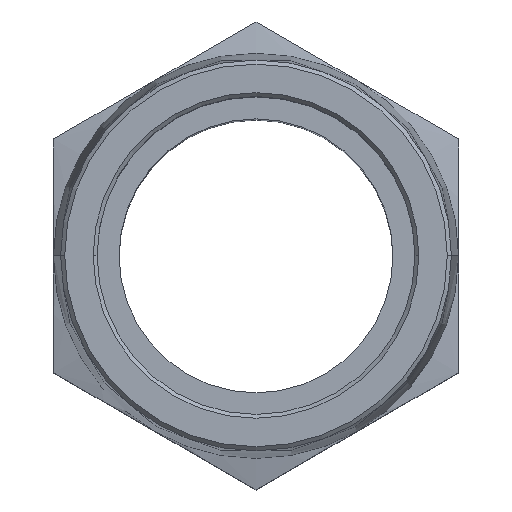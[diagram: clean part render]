
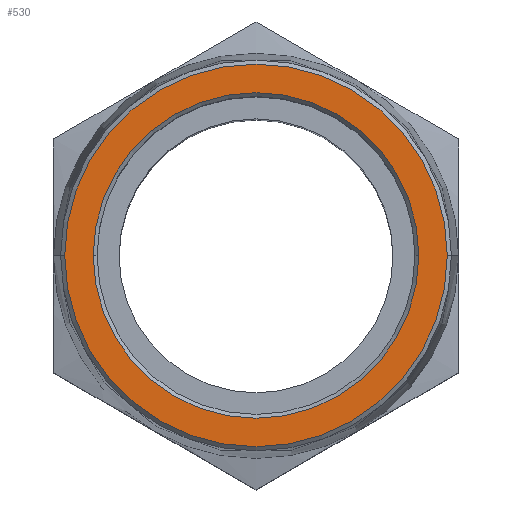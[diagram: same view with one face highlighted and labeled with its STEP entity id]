
A CAD part, top view. The second image highlights one B-rep face of the part: STEP entity #530.
In plain terms, the highlighted planar face has unit normal (0, 0, 1).
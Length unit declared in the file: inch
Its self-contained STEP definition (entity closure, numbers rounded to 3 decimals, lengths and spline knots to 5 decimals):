
#84 = FACE_OUTER_BOUND ( 'NONE', #1344, .T. ) ;
#89 = DIRECTION ( 'NONE',  ( 0., 0., -1. ) ) ;
#117 = DIRECTION ( 'NONE',  ( 1., 0., 0. ) ) ;
#133 = FACE_BOUND ( 'NONE', #696, .T. ) ;
#197 = ORIENTED_EDGE ( 'NONE', *, *, #1375, .T. ) ;
#198 = CIRCLE ( 'NONE', #308, 0.49587 ) ;
#210 = CARTESIAN_POINT ( 'NONE',  ( 0., 0., 2.36 ) ) ;
#308 = AXIS2_PLACEMENT_3D ( 'NONE', #1335, #464, #1314 ) ;
#320 = CARTESIAN_POINT ( 'NONE',  ( 0., 0., 2.36 ) ) ;
#336 = AXIS2_PLACEMENT_3D ( 'NONE', #320, #89, #747 ) ;
#395 = VERTEX_POINT ( 'NONE', #429 ) ;
#397 = AXIS2_PLACEMENT_3D ( 'NONE', #610, #507, #943 ) ;
#416 = ORIENTED_EDGE ( 'NONE', *, *, #685, .T. ) ;
#429 = CARTESIAN_POINT ( 'NONE',  ( -0.422, 0., 2.36 ) ) ;
#441 = AXIS2_PLACEMENT_3D ( 'NONE', #600, #923, #1143 ) ;
#443 = CIRCLE ( 'NONE', #1199, 0.422 ) ;
#448 = EDGE_CURVE ( 'NONE', #924, #835, #198, .T. ) ;
#464 = DIRECTION ( 'NONE',  ( 0., 0., 1. ) ) ;
#507 = DIRECTION ( 'NONE',  ( 0., 0., 1. ) ) ;
#519 = CIRCLE ( 'NONE', #336, 0.422 ) ;
#530 = ADVANCED_FACE ( 'NONE', ( #133, #84 ), #1165, .T. ) ;
#565 = CARTESIAN_POINT ( 'NONE',  ( 0.49587, 0., 2.36 ) ) ;
#600 = CARTESIAN_POINT ( 'NONE',  ( 0., 0., 2.36 ) ) ;
#610 = CARTESIAN_POINT ( 'NONE',  ( 0., 0., 2.36 ) ) ;
#685 = EDGE_CURVE ( 'NONE', #395, #1248, #443, .T. ) ;
#696 = EDGE_LOOP ( 'NONE', ( #1188, #416 ) ) ;
#747 = DIRECTION ( 'NONE',  ( 1., 0., 0. ) ) ;
#835 = VERTEX_POINT ( 'NONE', #565 ) ;
#923 = DIRECTION ( 'NONE',  ( 0., 0., 1. ) ) ;
#924 = VERTEX_POINT ( 'NONE', #1115 ) ;
#943 = DIRECTION ( 'NONE',  ( 1., 0., 0. ) ) ;
#967 = DIRECTION ( 'NONE',  ( 0., 0., -1. ) ) ;
#1099 = ORIENTED_EDGE ( 'NONE', *, *, #448, .T. ) ;
#1107 = EDGE_CURVE ( 'NONE', #1248, #395, #519, .T. ) ;
#1115 = CARTESIAN_POINT ( 'NONE',  ( -0.49587, 0., 2.36 ) ) ;
#1131 = CIRCLE ( 'NONE', #441, 0.49587 ) ;
#1143 = DIRECTION ( 'NONE',  ( 1., 0., 0. ) ) ;
#1165 = PLANE ( 'NONE',  #397 ) ;
#1188 = ORIENTED_EDGE ( 'NONE', *, *, #1107, .T. ) ;
#1199 = AXIS2_PLACEMENT_3D ( 'NONE', #210, #967, #117 ) ;
#1248 = VERTEX_POINT ( 'NONE', #1299 ) ;
#1299 = CARTESIAN_POINT ( 'NONE',  ( 0.422, 0., 2.36 ) ) ;
#1314 = DIRECTION ( 'NONE',  ( 1., 0., 0. ) ) ;
#1335 = CARTESIAN_POINT ( 'NONE',  ( 0., 0., 2.36 ) ) ;
#1344 = EDGE_LOOP ( 'NONE', ( #1099, #197 ) ) ;
#1375 = EDGE_CURVE ( 'NONE', #835, #924, #1131, .T. ) ;
